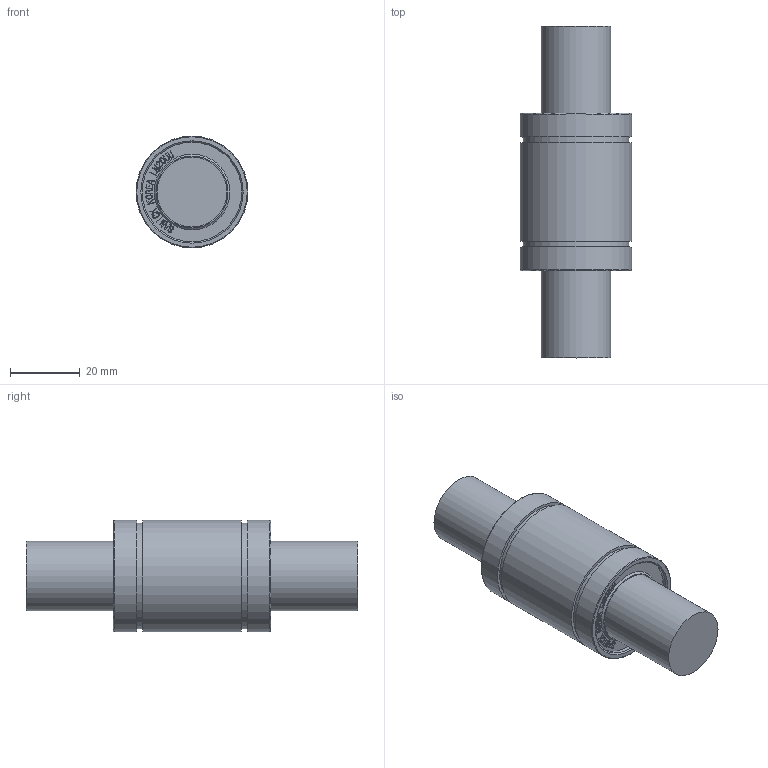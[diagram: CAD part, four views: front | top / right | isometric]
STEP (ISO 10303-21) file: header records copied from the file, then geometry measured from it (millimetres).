
FILE_DESCRIPTION((''),'2;1');
FILE_NAME('LME20UU.stp','2013-02-05T19:18:20',('user2'),(''),'Autodesk Inventor 2012','Autodesk Inventor 2012','');
FILE_SCHEMA(('AUTOMOTIVE_DESIGN { 1 0 10303 214 1 1 1 1 }'));
Length unit declared in the file: millimetre
Products named in the file (1): LME20UU
Bounding box: 32 x 95 x 32 mm (x, y, z)
Volume: 50717.1 mm3; surface area: 9967.6 mm2
Topology: 1 solids, 1 shells, 833 faces, 2329 edges, 1552 vertices
Faces by surface type: bspline 592, plane 226, cylinder 9, cone 4, torus 2
Full cylindrical faces by diameter (mm): 20 x2, 28.5 x2, 30.3 x2, 32 x3
Entity records: 28133 total; most frequent: CARTESIAN_POINT 10024, ORIENTED_EDGE 4624, EDGE_CURVE 2312, DIRECTION 1638, VERTEX_POINT 1550, QUASI_UNIFORM_CURVE 1184, VECTOR 1102, LINE 1102
